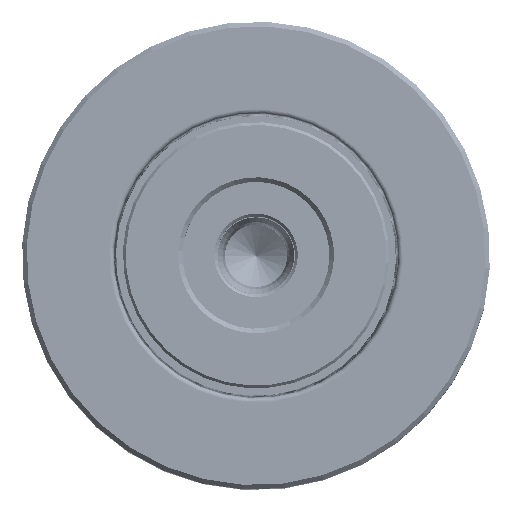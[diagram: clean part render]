
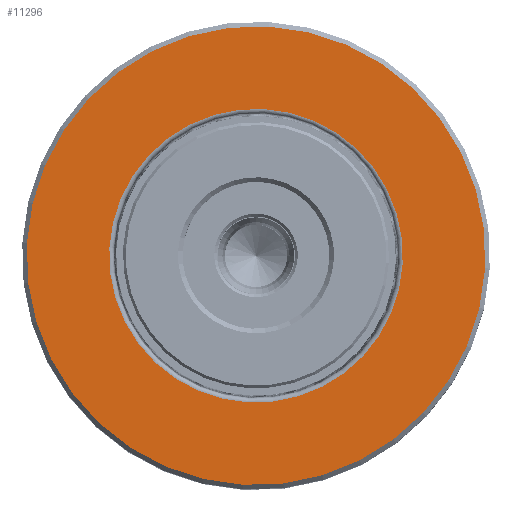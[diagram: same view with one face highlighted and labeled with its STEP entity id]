
A CAD part, top view. The second image highlights one B-rep face of the part: STEP entity #11296.
In plain terms, the highlighted face is planar.
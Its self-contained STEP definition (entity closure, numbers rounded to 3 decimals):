
#82 = ORIENTED_EDGE ( 'NONE', *, *, #13840, .T. ) ;
#2266 = DIRECTION ( 'NONE',  ( 0., 0., -1. ) ) ;
#2294 = FACE_OUTER_BOUND ( 'NONE', #31662, .T. ) ;
#4133 = FACE_BOUND ( 'NONE', #53588, .T. ) ;
#6411 = CARTESIAN_POINT ( 'NONE',  ( 0., 30.687, 0. ) ) ;
#7440 = DIRECTION ( 'NONE',  ( 0., 1., 0. ) ) ;
#9593 = CARTESIAN_POINT ( 'NONE',  ( 0., 30.687, 16. ) ) ;
#11296 = ADVANCED_FACE ( 'NONE', ( #4133, #2294 ), #31813, .T. ) ;
#11692 = DIRECTION ( 'NONE',  ( 0., -1., 0. ) ) ;
#12260 = DIRECTION ( 'NONE',  ( 0., 0., 1. ) ) ;
#13521 = AXIS2_PLACEMENT_3D ( 'NONE', #17978, #31791, #2266 ) ;
#13840 = EDGE_CURVE ( 'NONE', #58470, #30182, #57113, .T. ) ;
#16441 = EDGE_CURVE ( 'NONE', #30182, #58470, #40230, .T. ) ;
#17838 = CIRCLE ( 'NONE', #51739, 25. ) ;
#17978 = CARTESIAN_POINT ( 'NONE',  ( 0., 30.687, 0. ) ) ;
#19545 = DIRECTION ( 'NONE',  ( 0., 0., -1. ) ) ;
#20136 = AXIS2_PLACEMENT_3D ( 'NONE', #39564, #62744, #38293 ) ;
#20559 = EDGE_CURVE ( 'NONE', #42441, #36633, #17838, .T. ) ;
#30182 = VERTEX_POINT ( 'NONE', #36172 ) ;
#30964 = CIRCLE ( 'NONE', #13521, 25. ) ;
#31195 = ORIENTED_EDGE ( 'NONE', *, *, #16441, .T. ) ;
#31662 = EDGE_LOOP ( 'NONE', ( #50077, #48380 ) ) ;
#31791 = DIRECTION ( 'NONE',  ( 0., -1., 0. ) ) ;
#31813 = PLANE ( 'NONE',  #57155 ) ;
#33409 = CARTESIAN_POINT ( 'NONE',  ( 0., 30.687, 25. ) ) ;
#36172 = CARTESIAN_POINT ( 'NONE',  ( 0., 30.687, -16. ) ) ;
#36633 = VERTEX_POINT ( 'NONE', #52531 ) ;
#38293 = DIRECTION ( 'NONE',  ( 0., 0., -1. ) ) ;
#39564 = CARTESIAN_POINT ( 'NONE',  ( 0., 30.687, 0. ) ) ;
#40230 = CIRCLE ( 'NONE', #48449, 16. ) ;
#41492 = CARTESIAN_POINT ( 'NONE',  ( 25., 30.687, 0. ) ) ;
#42441 = VERTEX_POINT ( 'NONE', #33409 ) ;
#48380 = ORIENTED_EDGE ( 'NONE', *, *, #20559, .F. ) ;
#48449 = AXIS2_PLACEMENT_3D ( 'NONE', #6411, #59385, #19545 ) ;
#48794 = EDGE_CURVE ( 'NONE', #36633, #42441, #30964, .T. ) ;
#50077 = ORIENTED_EDGE ( 'NONE', *, *, #48794, .F. ) ;
#50865 = DIRECTION ( 'NONE',  ( 0., 0., -1. ) ) ;
#51739 = AXIS2_PLACEMENT_3D ( 'NONE', #56010, #11692, #50865 ) ;
#52531 = CARTESIAN_POINT ( 'NONE',  ( 0., 30.687, -25. ) ) ;
#53588 = EDGE_LOOP ( 'NONE', ( #31195, #82 ) ) ;
#56010 = CARTESIAN_POINT ( 'NONE',  ( 0., 30.687, 0. ) ) ;
#57113 = CIRCLE ( 'NONE', #20136, 16. ) ;
#57155 = AXIS2_PLACEMENT_3D ( 'NONE', #41492, #7440, #12260 ) ;
#58470 = VERTEX_POINT ( 'NONE', #9593 ) ;
#59385 = DIRECTION ( 'NONE',  ( 0., -1., 0. ) ) ;
#62744 = DIRECTION ( 'NONE',  ( 0., -1., 0. ) ) ;
